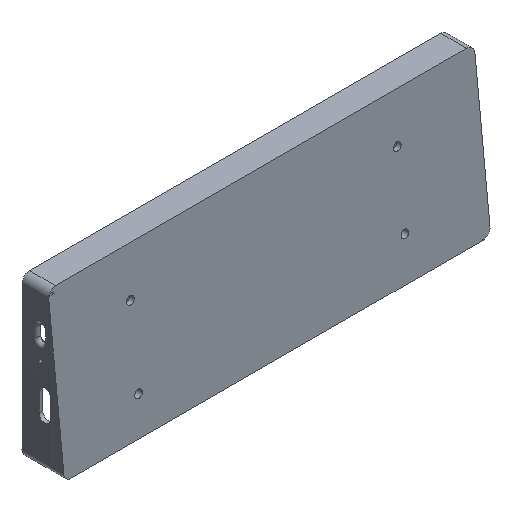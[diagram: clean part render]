
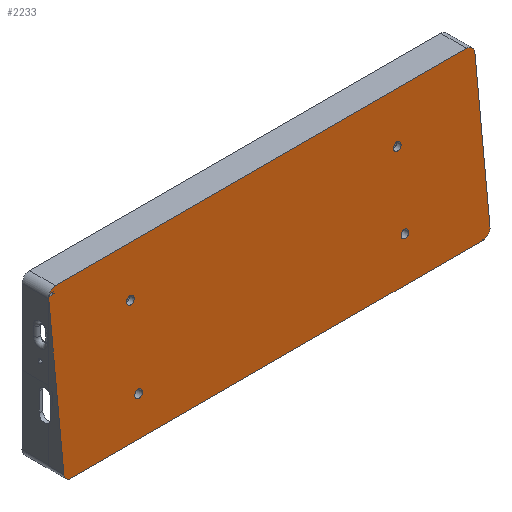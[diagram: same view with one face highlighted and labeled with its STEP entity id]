
A CAD part, isometric view. The second image highlights one B-rep face of the part: STEP entity #2233.
In plain terms, the highlighted planar face has unit normal (0, -0.995, 0.104).
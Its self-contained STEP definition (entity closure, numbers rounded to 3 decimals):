
#22=FACE_BOUND('',#265,.T.);
#23=FACE_BOUND('',#266,.T.);
#24=FACE_BOUND('',#267,.T.);
#25=FACE_BOUND('',#268,.T.);
#45=PLANE('',#2386);
#137=FACE_OUTER_BOUND('',#264,.T.);
#264=EDGE_LOOP('',(#1572,#1573,#1574,#1575,#1576,#1577,#1578,#1579,#1580,
#1581,#1582,#1583,#1584,#1585,#1586,#1587));
#265=EDGE_LOOP('',(#1588));
#266=EDGE_LOOP('',(#1589));
#267=EDGE_LOOP('',(#1590));
#268=EDGE_LOOP('',(#1591));
#403=ELLIPSE('',#2370,4.022,4.);
#406=ELLIPSE('',#2375,4.022,4.);
#407=ELLIPSE('',#2387,4.022,4.);
#408=ELLIPSE('',#2388,4.022,4.);
#409=ELLIPSE('',#2389,4.022,4.);
#410=ELLIPSE('',#2390,2.011,2.);
#411=ELLIPSE('',#2391,2.011,2.);
#412=ELLIPSE('',#2392,2.011,2.);
#413=ELLIPSE('',#2393,2.011,2.);
#488=LINE('',#3267,#739);
#497=LINE('',#3288,#748);
#504=LINE('',#3311,#755);
#505=LINE('',#3315,#756);
#506=LINE('',#3318,#757);
#507=LINE('',#3320,#758);
#508=LINE('',#3322,#759);
#509=LINE('',#3324,#760);
#510=LINE('',#3325,#761);
#511=LINE('',#3327,#762);
#512=LINE('',#3328,#763);
#739=VECTOR('',#2600,10.);
#748=VECTOR('',#2615,10.);
#755=VECTOR('',#2636,10.);
#756=VECTOR('',#2639,10.);
#757=VECTOR('',#2642,10.);
#758=VECTOR('',#2643,10.);
#759=VECTOR('',#2644,10.);
#760=VECTOR('',#2645,10.);
#761=VECTOR('',#2646,10.);
#762=VECTOR('',#2647,10.);
#763=VECTOR('',#2648,10.);
#989=VERTEX_POINT('',#3246);
#990=VERTEX_POINT('',#3248);
#995=VERTEX_POINT('',#3258);
#996=VERTEX_POINT('',#3260);
#998=VERTEX_POINT('',#3266);
#1007=VERTEX_POINT('',#3286);
#1015=VERTEX_POINT('',#3308);
#1016=VERTEX_POINT('',#3310);
#1017=VERTEX_POINT('',#3312);
#1018=VERTEX_POINT('',#3314);
#1019=VERTEX_POINT('',#3316);
#1020=VERTEX_POINT('',#3319);
#1021=VERTEX_POINT('',#3321);
#1022=VERTEX_POINT('',#3323);
#1023=VERTEX_POINT('',#3326);
#1024=VERTEX_POINT('',#3329);
#1025=VERTEX_POINT('',#3331);
#1026=VERTEX_POINT('',#3333);
#1027=VERTEX_POINT('',#3335);
#1204=EDGE_CURVE('',#990,#989,#403,.T.);
#1210=EDGE_CURVE('',#996,#995,#406,.T.);
#1213=EDGE_CURVE('',#998,#990,#488,.T.);
#1224=EDGE_CURVE('',#989,#1007,#497,.T.);
#1234=EDGE_CURVE('',#1015,#1007,#407,.T.);
#1235=EDGE_CURVE('',#1015,#1016,#504,.T.);
#1236=EDGE_CURVE('',#1017,#1016,#408,.T.);
#1237=EDGE_CURVE('',#1018,#1017,#505,.T.);
#1238=EDGE_CURVE('',#1019,#1018,#409,.T.);
#1239=EDGE_CURVE('',#1019,#996,#506,.T.);
#1240=EDGE_CURVE('',#1020,#995,#507,.T.);
#1241=EDGE_CURVE('',#1021,#1020,#508,.T.);
#1242=EDGE_CURVE('',#1022,#1021,#509,.T.);
#1243=EDGE_CURVE('',#1020,#1022,#510,.T.);
#1244=EDGE_CURVE('',#1023,#1020,#511,.T.);
#1245=EDGE_CURVE('',#1023,#998,#512,.T.);
#1246=EDGE_CURVE('',#1024,#1024,#410,.T.);
#1247=EDGE_CURVE('',#1025,#1025,#411,.T.);
#1248=EDGE_CURVE('',#1026,#1026,#412,.T.);
#1249=EDGE_CURVE('',#1027,#1027,#413,.T.);
#1572=ORIENTED_EDGE('',*,*,#1204,.T.);
#1573=ORIENTED_EDGE('',*,*,#1224,.T.);
#1574=ORIENTED_EDGE('',*,*,#1234,.F.);
#1575=ORIENTED_EDGE('',*,*,#1235,.T.);
#1576=ORIENTED_EDGE('',*,*,#1236,.F.);
#1577=ORIENTED_EDGE('',*,*,#1237,.F.);
#1578=ORIENTED_EDGE('',*,*,#1238,.F.);
#1579=ORIENTED_EDGE('',*,*,#1239,.T.);
#1580=ORIENTED_EDGE('',*,*,#1210,.T.);
#1581=ORIENTED_EDGE('',*,*,#1240,.F.);
#1582=ORIENTED_EDGE('',*,*,#1241,.F.);
#1583=ORIENTED_EDGE('',*,*,#1242,.F.);
#1584=ORIENTED_EDGE('',*,*,#1243,.F.);
#1585=ORIENTED_EDGE('',*,*,#1244,.F.);
#1586=ORIENTED_EDGE('',*,*,#1245,.T.);
#1587=ORIENTED_EDGE('',*,*,#1213,.T.);
#1588=ORIENTED_EDGE('',*,*,#1246,.T.);
#1589=ORIENTED_EDGE('',*,*,#1247,.T.);
#1590=ORIENTED_EDGE('',*,*,#1248,.T.);
#1591=ORIENTED_EDGE('',*,*,#1249,.T.);
#2233=ADVANCED_FACE('',(#137,#22,#23,#24,#25),#45,.T.);
#2370=AXIS2_PLACEMENT_3D('',#3249,#2582,#2583);
#2375=AXIS2_PLACEMENT_3D('',#3261,#2593,#2594);
#2386=AXIS2_PLACEMENT_3D('',#3307,#2632,#2633);
#2387=AXIS2_PLACEMENT_3D('',#3309,#2634,#2635);
#2388=AXIS2_PLACEMENT_3D('',#3313,#2637,#2638);
#2389=AXIS2_PLACEMENT_3D('',#3317,#2640,#2641);
#2390=AXIS2_PLACEMENT_3D('',#3330,#2649,#2650);
#2391=AXIS2_PLACEMENT_3D('',#3332,#2651,#2652);
#2392=AXIS2_PLACEMENT_3D('',#3334,#2653,#2654);
#2393=AXIS2_PLACEMENT_3D('',#3336,#2655,#2656);
#2582=DIRECTION('center_axis',(0.,-0.995,0.105));
#2583=DIRECTION('ref_axis',(0.,-0.105,-0.995));
#2593=DIRECTION('center_axis',(0.,-0.995,0.105));
#2594=DIRECTION('ref_axis',(0.,-0.105,-0.995));
#2600=DIRECTION('',(-1.,0.,0.));
#2615=DIRECTION('',(0.,-0.105,-0.995));
#2632=DIRECTION('center_axis',(0.,-0.995,0.105));
#2633=DIRECTION('ref_axis',(0.,0.105,0.995));
#2634=DIRECTION('center_axis',(0.,0.995,-0.105));
#2635=DIRECTION('ref_axis',(0.,-0.105,-0.995));
#2636=DIRECTION('',(1.,0.,0.));
#2637=DIRECTION('center_axis',(0.,0.995,-0.105));
#2638=DIRECTION('ref_axis',(0.,-0.105,-0.995));
#2639=DIRECTION('',(0.,-0.105,-0.995));
#2640=DIRECTION('center_axis',(0.,0.995,-0.105));
#2641=DIRECTION('ref_axis',(0.,0.105,0.995));
#2642=DIRECTION('',(-1.,0.,0.));
#2643=DIRECTION('',(-1.,0.,0.));
#2644=DIRECTION('',(-1.,0.,0.));
#2645=DIRECTION('',(0.,0.105,0.995));
#2646=DIRECTION('',(0.,-0.105,-0.995));
#2647=DIRECTION('',(1.,0.,0.));
#2648=DIRECTION('',(0.,-0.105,-0.995));
#2649=DIRECTION('center_axis',(0.,0.995,-0.105));
#2650=DIRECTION('ref_axis',(0.,0.105,0.995));
#2651=DIRECTION('center_axis',(0.,0.995,-0.105));
#2652=DIRECTION('ref_axis',(0.,0.105,0.995));
#2653=DIRECTION('center_axis',(0.,0.995,-0.105));
#2654=DIRECTION('ref_axis',(0.,0.105,0.995));
#2655=DIRECTION('center_axis',(0.,0.995,-0.105));
#2656=DIRECTION('ref_axis',(0.,0.105,0.995));
#3246=CARTESIAN_POINT('',(-113.486,-6.083,234.981));
#3248=CARTESIAN_POINT('',(-113.365,-6.,235.768));
#3249=CARTESIAN_POINT('Origin',(-109.492,-6.105,234.768));
#3258=CARTESIAN_POINT('',(-112.956,-5.895,236.768));
#3260=CARTESIAN_POINT('',(-109.492,-5.685,238.768));
#3261=CARTESIAN_POINT('Origin',(-109.492,-6.105,234.768));
#3266=CARTESIAN_POINT('',(-111.46,-6.,235.768));
#3267=CARTESIAN_POINT('',(-2.471,-6.,235.768));
#3286=CARTESIAN_POINT('',(-113.486,-14.117,158.537));
#3288=CARTESIAN_POINT('',(-113.486,-14.13,158.412));
#3307=CARTESIAN_POINT('Origin',(108.548,-14.13,158.412));
#3308=CARTESIAN_POINT('',(-111.506,-14.446,155.412));
#3309=CARTESIAN_POINT('Origin',(-109.5,-14.082,158.873));
#3310=CARTESIAN_POINT('',(107.548,-14.446,155.412));
#3311=CARTESIAN_POINT('',(-113.486,-14.446,155.412));
#3312=CARTESIAN_POINT('',(111.548,-14.025,159.412));
#3313=CARTESIAN_POINT('Origin',(107.548,-14.025,159.412));
#3314=CARTESIAN_POINT('',(111.548,-6.105,234.768));
#3315=CARTESIAN_POINT('',(111.548,-9.83,199.325));
#3316=CARTESIAN_POINT('',(107.548,-5.685,238.768));
#3317=CARTESIAN_POINT('Origin',(107.548,-6.105,234.768));
#3318=CARTESIAN_POINT('',(-113.467,-5.685,238.768));
#3319=CARTESIAN_POINT('',(-110.528,-5.895,236.768));
#3320=CARTESIAN_POINT('',(0.51,-5.895,236.768));
#3321=CARTESIAN_POINT('',(-110.528,-5.895,236.768));
#3322=CARTESIAN_POINT('',(-111.997,-5.895,236.768));
#3323=CARTESIAN_POINT('',(-110.528,-6.,235.768));
#3324=CARTESIAN_POINT('',(-110.528,-5.82,237.476));
#3325=CARTESIAN_POINT('',(-110.528,-5.848,237.214));
#3326=CARTESIAN_POINT('',(-111.46,-5.895,236.768));
#3327=CARTESIAN_POINT('',(0.51,-5.889,236.823));
#3328=CARTESIAN_POINT('',(-111.436,-11.06,187.627));
#3329=CARTESIAN_POINT('',(66.45,-8.214,214.702));
#3330=CARTESIAN_POINT('Origin',(68.45,-8.214,214.702));
#3331=CARTESIAN_POINT('',(-74.495,-8.197,214.862));
#3332=CARTESIAN_POINT('Origin',(-72.495,-8.197,214.862));
#3333=CARTESIAN_POINT('',(66.45,-12.204,176.739));
#3334=CARTESIAN_POINT('Origin',(68.45,-12.204,176.739));
#3335=CARTESIAN_POINT('',(-74.425,-12.474,174.169));
#3336=CARTESIAN_POINT('Origin',(-72.425,-12.474,174.169));
